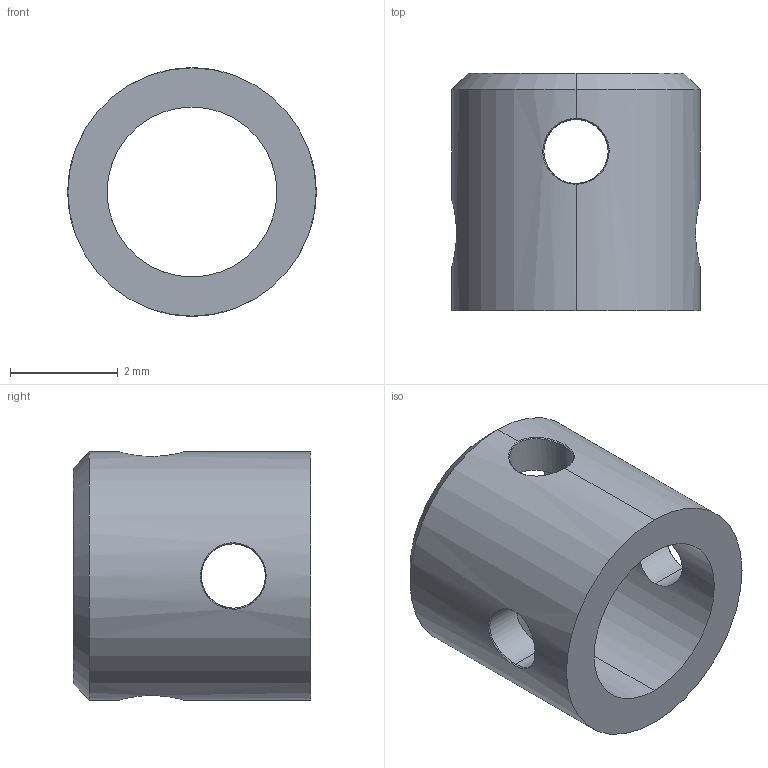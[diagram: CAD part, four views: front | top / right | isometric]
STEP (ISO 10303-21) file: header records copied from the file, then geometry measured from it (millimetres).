
FILE_DESCRIPTION (( 'STEP AP214' ), '1' );
FILE_NAME ('Part3_step.STEP', '2022-10-13T10:08:11', ( '' ), ( '' ), 'SwSTEP 2.0', 'SolidWorks 2022', '' );
FILE_SCHEMA (( 'AUTOMOTIVE_DESIGN' ));
Length unit declared in the file: millimetre
Products named in the file (1): Part3_step
Bounding box: 4.6 x 4.4 x 4.6 mm (x, y, z)
Volume: 34.9 mm3; surface area: 124 mm2
Topology: 1 solids, 1 shells, 24 faces, 72 edges, 46 vertices
Faces by surface type: cylinder 12, bspline 8, cone 2, plane 2
Entity records: 4334 total; most frequent: CARTESIAN_POINT 3737, ORIENTED_EDGE 144, DIRECTION 72, EDGE_CURVE 72, VERTEX_POINT 46, B_SPLINE_CURVE_WITH_KNOTS 44, EDGE_LOOP 30, AXIS2_PLACEMENT_3D 27
